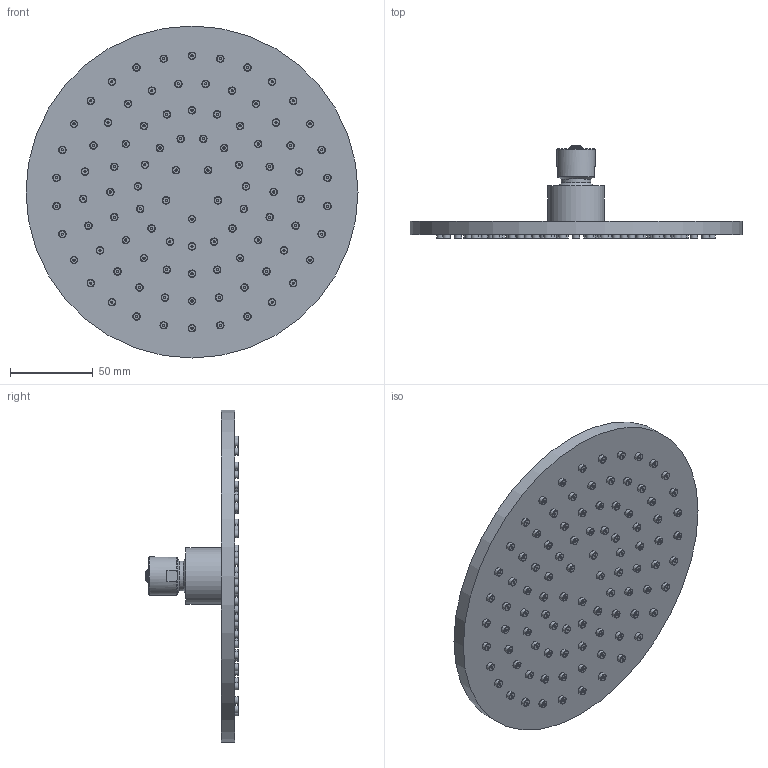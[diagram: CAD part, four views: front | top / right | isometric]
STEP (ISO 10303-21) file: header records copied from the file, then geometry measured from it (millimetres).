
FILE_DESCRIPTION (( 'STEP AP203' ), '1' );
FILE_NAME ('992610 x architetti.STEP', '2023-09-04T06:45:43', ( '' ), ( '' ), 'SwSTEP 2.0', 'SolidWorks 2020', '' );
FILE_SCHEMA (( 'CONFIG_CONTROL_DESIGN' ));
Length unit declared in the file: millimetre
Products named in the file (1): 992610 x architetti
Bounding box: 200.8 x 56.65 x 200.8 mm (x, y, z)
Volume: 284939 mm3; surface area: 76725.4 mm2
Topology: 1 solids, 1 shells, 816 faces, 3202 edges, 2300 vertices
Faces by surface type: bspline 421, plane 198, cylinder 194, cone 3
Full cylindrical faces by diameter (mm): 1.3 x95, 4.5 x95, 18 x1, 23 x1, 34 x1, 200.8 x1
Entity records: 46474 total; most frequent: CARTESIAN_POINT 28462, ORIENTED_EDGE 4634, EDGE_CURVE 2317, VERTEX_POINT 1999, B_SPLINE_CURVE_WITH_KNOTS 1728, EDGE_LOOP 1632, DIRECTION 1584, FACE_OUTER_BOUND 1397
